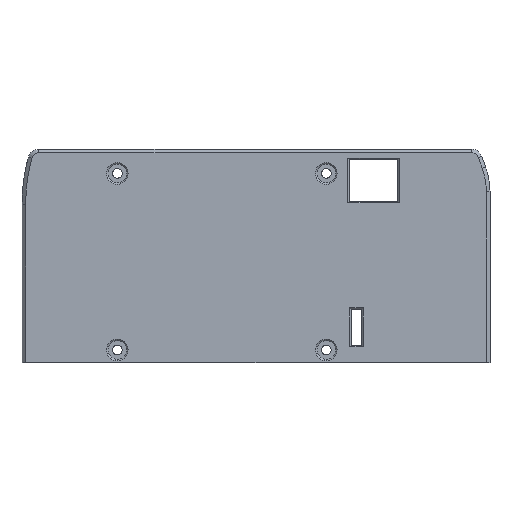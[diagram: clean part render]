
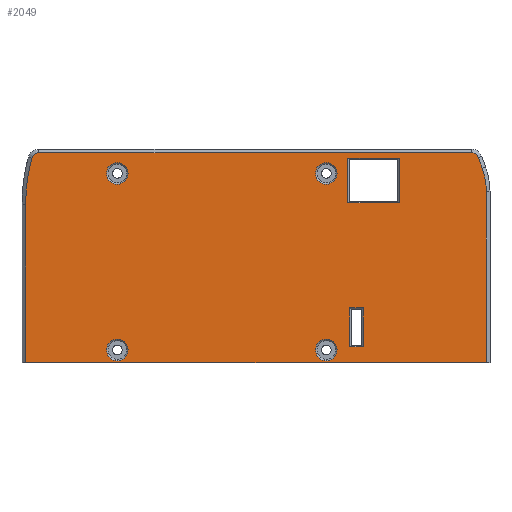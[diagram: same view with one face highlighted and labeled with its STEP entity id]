
A CAD part, top view. The second image highlights one B-rep face of the part: STEP entity #2049.
In plain terms, the highlighted planar face has unit normal (0, 0, 1).
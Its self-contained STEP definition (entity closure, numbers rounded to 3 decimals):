
#247 = VERTEX_POINT('',#248);
#248 = CARTESIAN_POINT('',(7.121,61.2,26.8));
#256 = VERTEX_POINT('',#257);
#257 = CARTESIAN_POINT('',(5.191,59.726,26.8));
#263 = EDGE_CURVE('',#247,#256,#264,.T.);
#264 = CIRCLE('',#265,2.);
#265 = AXIS2_PLACEMENT_3D('',#266,#267,#268);
#266 = CARTESIAN_POINT('',(7.121,59.2,26.8));
#267 = DIRECTION('',(0.,-0.,1.));
#268 = DIRECTION('',(0.,1.,0.));
#1130 = VERTEX_POINT('',#1131);
#1131 = CARTESIAN_POINT('',(131.349,3.,26.8));
#1137 = EDGE_CURVE('',#1138,#1130,#1140,.T.);
#1138 = VERTEX_POINT('',#1139);
#1139 = CARTESIAN_POINT('',(3.463,3.,26.8));
#1140 = LINE('',#1141,#1142);
#1141 = CARTESIAN_POINT('',(2.463,3.,26.8));
#1142 = VECTOR('',#1143,1.);
#1143 = DIRECTION('',(1.,0.,0.));
#2007 = VERTEX_POINT('',#2008);
#2008 = CARTESIAN_POINT('',(3.463,46.829,26.8));
#2014 = EDGE_CURVE('',#256,#2007,#2015,.T.);
#2015 = CIRCLE('',#2016,49.);
#2016 = AXIS2_PLACEMENT_3D('',#2017,#2018,#2019);
#2017 = CARTESIAN_POINT('',(52.463,46.829,26.8));
#2018 = DIRECTION('',(0.,0.,1.));
#2019 = DIRECTION('',(-0.965,0.263,0.));
#2030 = VERTEX_POINT('',#2031);
#2031 = CARTESIAN_POINT('',(127.242,61.2,26.8));
#2039 = EDGE_CURVE('',#2030,#247,#2040,.T.);
#2040 = LINE('',#2041,#2042);
#2041 = CARTESIAN_POINT('',(127.242,61.2,26.8));
#2042 = VECTOR('',#2043,1.);
#2043 = DIRECTION('',(-1.,0.,0.));
#2049 = ADVANCED_FACE('',(#2050,#2094,#2105,#2116,#2127,#2161,#2195),
  #2206,.T.);
#2050 = FACE_BOUND('',#2051,.T.);
#2051 = EDGE_LOOP('',(#2052,#2053,#2061,#2070,#2078,#2085,#2086,#2087,
    #2088));
#2052 = ORIENTED_EDGE('',*,*,#1137,.T.);
#2053 = ORIENTED_EDGE('',*,*,#2054,.T.);
#2054 = EDGE_CURVE('',#1130,#2055,#2057,.T.);
#2055 = VERTEX_POINT('',#2056);
#2056 = CARTESIAN_POINT('',(131.349,50.396,26.8));
#2057 = LINE('',#2058,#2059);
#2058 = CARTESIAN_POINT('',(131.349,3.,26.8));
#2059 = VECTOR('',#2060,1.);
#2060 = DIRECTION('',(0.,1.,0.));
#2061 = ORIENTED_EDGE('',*,*,#2062,.T.);
#2062 = EDGE_CURVE('',#2055,#2063,#2065,.T.);
#2063 = VERTEX_POINT('',#2064);
#2064 = CARTESIAN_POINT('',(130.197,56.929,26.8));
#2065 = CIRCLE('',#2066,19.1);
#2066 = AXIS2_PLACEMENT_3D('',#2067,#2068,#2069);
#2067 = CARTESIAN_POINT('',(112.249,50.396,26.8));
#2068 = DIRECTION('',(0.,-0.,1.));
#2069 = DIRECTION('',(1.,0.,0.));
#2070 = ORIENTED_EDGE('',*,*,#2071,.T.);
#2071 = EDGE_CURVE('',#2063,#2072,#2074,.T.);
#2072 = VERTEX_POINT('',#2073);
#2073 = CARTESIAN_POINT('',(129.121,59.884,26.8));
#2074 = LINE('',#2075,#2076);
#2075 = CARTESIAN_POINT('',(130.197,56.929,26.8));
#2076 = VECTOR('',#2077,1.);
#2077 = DIRECTION('',(-0.342,0.94,0.));
#2078 = ORIENTED_EDGE('',*,*,#2079,.T.);
#2079 = EDGE_CURVE('',#2072,#2030,#2080,.T.);
#2080 = CIRCLE('',#2081,2.);
#2081 = AXIS2_PLACEMENT_3D('',#2082,#2083,#2084);
#2082 = CARTESIAN_POINT('',(127.242,59.2,26.8));
#2083 = DIRECTION('',(0.,-0.,1.));
#2084 = DIRECTION('',(0.94,0.342,0.));
#2085 = ORIENTED_EDGE('',*,*,#2039,.T.);
#2086 = ORIENTED_EDGE('',*,*,#263,.T.);
#2087 = ORIENTED_EDGE('',*,*,#2014,.T.);
#2088 = ORIENTED_EDGE('',*,*,#2089,.T.);
#2089 = EDGE_CURVE('',#2007,#1138,#2090,.T.);
#2090 = LINE('',#2091,#2092);
#2091 = CARTESIAN_POINT('',(3.463,46.829,26.8));
#2092 = VECTOR('',#2093,1.);
#2093 = DIRECTION('',(0.,-1.,0.));
#2094 = FACE_BOUND('',#2095,.T.);
#2095 = EDGE_LOOP('',(#2096));
#2096 = ORIENTED_EDGE('',*,*,#2097,.T.);
#2097 = EDGE_CURVE('',#2098,#2098,#2100,.T.);
#2098 = VERTEX_POINT('',#2099);
#2099 = CARTESIAN_POINT('',(89.906,6.5,26.8));
#2100 = CIRCLE('',#2101,3.);
#2101 = AXIS2_PLACEMENT_3D('',#2102,#2103,#2104);
#2102 = CARTESIAN_POINT('',(86.906,6.5,26.8));
#2103 = DIRECTION('',(0.,0.,-1.));
#2104 = DIRECTION('',(-1.,0.,0.));
#2105 = FACE_BOUND('',#2106,.T.);
#2106 = EDGE_LOOP('',(#2107));
#2107 = ORIENTED_EDGE('',*,*,#2108,.T.);
#2108 = EDGE_CURVE('',#2109,#2109,#2111,.T.);
#2109 = VERTEX_POINT('',#2110);
#2110 = CARTESIAN_POINT('',(89.906,55.5,26.8));
#2111 = CIRCLE('',#2112,3.);
#2112 = AXIS2_PLACEMENT_3D('',#2113,#2114,#2115);
#2113 = CARTESIAN_POINT('',(86.906,55.5,26.8));
#2114 = DIRECTION('',(0.,0.,-1.));
#2115 = DIRECTION('',(-1.,0.,0.));
#2116 = FACE_BOUND('',#2117,.T.);
#2117 = EDGE_LOOP('',(#2118));
#2118 = ORIENTED_EDGE('',*,*,#2119,.T.);
#2119 = EDGE_CURVE('',#2120,#2120,#2122,.T.);
#2120 = VERTEX_POINT('',#2121);
#2121 = CARTESIAN_POINT('',(31.906,55.5,26.8));
#2122 = CIRCLE('',#2123,3.);
#2123 = AXIS2_PLACEMENT_3D('',#2124,#2125,#2126);
#2124 = CARTESIAN_POINT('',(28.906,55.5,26.8));
#2125 = DIRECTION('',(0.,0.,-1.));
#2126 = DIRECTION('',(-1.,0.,0.));
#2127 = FACE_BOUND('',#2128,.T.);
#2128 = EDGE_LOOP('',(#2129,#2139,#2147,#2155));
#2129 = ORIENTED_EDGE('',*,*,#2130,.T.);
#2130 = EDGE_CURVE('',#2131,#2133,#2135,.T.);
#2131 = VERTEX_POINT('',#2132);
#2132 = CARTESIAN_POINT('',(92.906,59.699,26.8));
#2133 = VERTEX_POINT('',#2134);
#2134 = CARTESIAN_POINT('',(107.206,59.699,26.8));
#2135 = LINE('',#2136,#2137);
#2136 = CARTESIAN_POINT('',(93.306,59.699,26.8));
#2137 = VECTOR('',#2138,1.);
#2138 = DIRECTION('',(1.,0.,0.));
#2139 = ORIENTED_EDGE('',*,*,#2140,.T.);
#2140 = EDGE_CURVE('',#2133,#2141,#2143,.T.);
#2141 = VERTEX_POINT('',#2142);
#2142 = CARTESIAN_POINT('',(107.206,47.399,26.8));
#2143 = LINE('',#2144,#2145);
#2144 = CARTESIAN_POINT('',(107.206,59.299,26.8));
#2145 = VECTOR('',#2146,1.);
#2146 = DIRECTION('',(0.,-1.,0.));
#2147 = ORIENTED_EDGE('',*,*,#2148,.T.);
#2148 = EDGE_CURVE('',#2141,#2149,#2151,.T.);
#2149 = VERTEX_POINT('',#2150);
#2150 = CARTESIAN_POINT('',(92.906,47.399,26.8));
#2151 = LINE('',#2152,#2153);
#2152 = CARTESIAN_POINT('',(106.806,47.399,26.8));
#2153 = VECTOR('',#2154,1.);
#2154 = DIRECTION('',(-1.,0.,0.));
#2155 = ORIENTED_EDGE('',*,*,#2156,.T.);
#2156 = EDGE_CURVE('',#2149,#2131,#2157,.T.);
#2157 = LINE('',#2158,#2159);
#2158 = CARTESIAN_POINT('',(92.906,47.799,26.8));
#2159 = VECTOR('',#2160,1.);
#2160 = DIRECTION('',(0.,1.,0.));
#2161 = FACE_BOUND('',#2162,.T.);
#2162 = EDGE_LOOP('',(#2163,#2173,#2181,#2189));
#2163 = ORIENTED_EDGE('',*,*,#2164,.T.);
#2164 = EDGE_CURVE('',#2165,#2167,#2169,.T.);
#2165 = VERTEX_POINT('',#2166);
#2166 = CARTESIAN_POINT('',(97.206,18.199,26.8));
#2167 = VERTEX_POINT('',#2168);
#2168 = CARTESIAN_POINT('',(97.206,7.399,26.8));
#2169 = LINE('',#2170,#2171);
#2170 = CARTESIAN_POINT('',(97.206,17.799,26.8));
#2171 = VECTOR('',#2172,1.);
#2172 = DIRECTION('',(0.,-1.,0.));
#2173 = ORIENTED_EDGE('',*,*,#2174,.T.);
#2174 = EDGE_CURVE('',#2167,#2175,#2177,.T.);
#2175 = VERTEX_POINT('',#2176);
#2176 = CARTESIAN_POINT('',(93.406,7.399,26.8));
#2177 = LINE('',#2178,#2179);
#2178 = CARTESIAN_POINT('',(96.806,7.399,26.8));
#2179 = VECTOR('',#2180,1.);
#2180 = DIRECTION('',(-1.,0.,0.));
#2181 = ORIENTED_EDGE('',*,*,#2182,.T.);
#2182 = EDGE_CURVE('',#2175,#2183,#2185,.T.);
#2183 = VERTEX_POINT('',#2184);
#2184 = CARTESIAN_POINT('',(93.406,18.199,26.8));
#2185 = LINE('',#2186,#2187);
#2186 = CARTESIAN_POINT('',(93.406,7.799,26.8));
#2187 = VECTOR('',#2188,1.);
#2188 = DIRECTION('',(0.,1.,0.));
#2189 = ORIENTED_EDGE('',*,*,#2190,.T.);
#2190 = EDGE_CURVE('',#2183,#2165,#2191,.T.);
#2191 = LINE('',#2192,#2193);
#2192 = CARTESIAN_POINT('',(93.806,18.199,26.8));
#2193 = VECTOR('',#2194,1.);
#2194 = DIRECTION('',(1.,0.,0.));
#2195 = FACE_BOUND('',#2196,.T.);
#2196 = EDGE_LOOP('',(#2197));
#2197 = ORIENTED_EDGE('',*,*,#2198,.T.);
#2198 = EDGE_CURVE('',#2199,#2199,#2201,.T.);
#2199 = VERTEX_POINT('',#2200);
#2200 = CARTESIAN_POINT('',(31.906,6.5,26.8));
#2201 = CIRCLE('',#2202,3.);
#2202 = AXIS2_PLACEMENT_3D('',#2203,#2204,#2205);
#2203 = CARTESIAN_POINT('',(28.906,6.5,26.8));
#2204 = DIRECTION('',(0.,0.,-1.));
#2205 = DIRECTION('',(-1.,0.,-0.));
#2206 = PLANE('',#2207);
#2207 = AXIS2_PLACEMENT_3D('',#2208,#2209,#2210);
#2208 = CARTESIAN_POINT('',(67.406,32.6,26.8));
#2209 = DIRECTION('',(0.,0.,1.));
#2210 = DIRECTION('',(1.,0.,0.));
